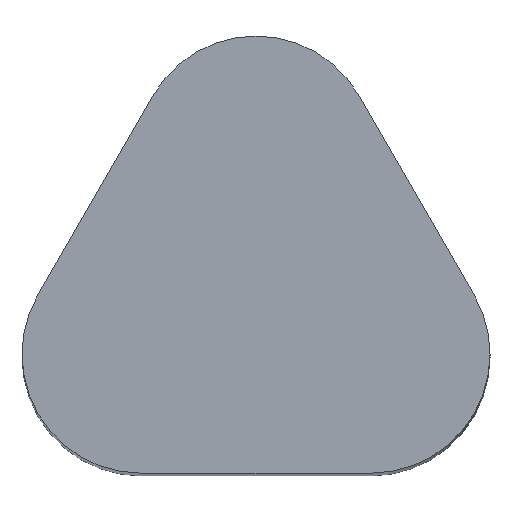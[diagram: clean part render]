
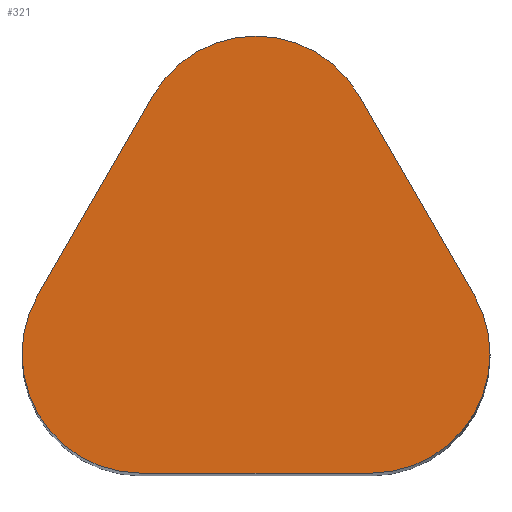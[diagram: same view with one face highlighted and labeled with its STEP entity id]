
A CAD part, top view. The second image highlights one B-rep face of the part: STEP entity #321.
In plain terms, the highlighted planar face has unit normal (0, 0, 1).
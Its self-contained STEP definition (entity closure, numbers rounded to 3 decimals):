
#1 = CARTESIAN_POINT ( 'NONE',  ( -18.3, -9.45, 64.5 ) ) ;
#4 = DIRECTION ( 'NONE',  ( -0.5, 0.866, 0. ) ) ;
#22 = ORIENTED_EDGE ( 'NONE', *, *, #103, .T. ) ;
#26 = VECTOR ( 'NONE', #213, 1000. ) ;
#31 = CARTESIAN_POINT ( 'NONE',  ( 0., 0., 64.5 ) ) ;
#38 = EDGE_CURVE ( 'NONE', #74, #194, #199, .T. ) ;
#66 = EDGE_CURVE ( 'NONE', #206, #117, #237, .T. ) ;
#70 = CARTESIAN_POINT ( 'NONE',  ( -26.484, 4.725, 64.5 ) ) ;
#73 = DIRECTION ( 'NONE',  ( 1., 0., 0. ) ) ;
#74 = VERTEX_POINT ( 'NONE', #111 ) ;
#75 = CARTESIAN_POINT ( 'NONE',  ( -9.15, 15.848, 64.5 ) ) ;
#77 = EDGE_CURVE ( 'NONE', #117, #99, #243, .T. ) ;
#82 = DIRECTION ( 'NONE',  ( 0., 0., 1. ) ) ;
#83 = CARTESIAN_POINT ( 'NONE',  ( 8.184, 4.725, 64.5 ) ) ;
#85 = CARTESIAN_POINT ( 'NONE',  ( 0., -9.45, 64.5 ) ) ;
#86 = VECTOR ( 'NONE', #4, 1000. ) ;
#89 = ORIENTED_EDGE ( 'NONE', *, *, #248, .T. ) ;
#90 = EDGE_LOOP ( 'NONE', ( #89, #204, #339, #22, #270, #128, #298 ) ) ;
#97 = CARTESIAN_POINT ( 'NONE',  ( -18.3, -9.45, 64.5 ) ) ;
#99 = VERTEX_POINT ( 'NONE', #211 ) ;
#101 = DIRECTION ( 'NONE',  ( 0., 0., 1. ) ) ;
#103 = EDGE_CURVE ( 'NONE', #99, #207, #313, .T. ) ;
#111 = CARTESIAN_POINT ( 'NONE',  ( -0.966, 20.573, 64.5 ) ) ;
#117 = VERTEX_POINT ( 'NONE', #85 ) ;
#121 = PLANE ( 'NONE',  #178 ) ;
#128 = ORIENTED_EDGE ( 'NONE', *, *, #38, .T. ) ;
#135 = LINE ( 'NONE', #83, #86 ) ;
#138 = EDGE_CURVE ( 'NONE', #207, #74, #135, .T. ) ;
#147 = CARTESIAN_POINT ( 'NONE',  ( 8.184, 4.725, 64.5 ) ) ;
#172 = CIRCLE ( 'NONE', #235, 9.45 ) ;
#174 = CARTESIAN_POINT ( 'NONE',  ( -18.3, 0., 64.5 ) ) ;
#175 = EDGE_CURVE ( 'NONE', #194, #245, #316, .T. ) ;
#178 = AXIS2_PLACEMENT_3D ( 'NONE', #219, #200, #195 ) ;
#186 = VECTOR ( 'NONE', #266, 1000. ) ;
#188 = CARTESIAN_POINT ( 'NONE',  ( 0., 0., 64.5 ) ) ;
#194 = VERTEX_POINT ( 'NONE', #241 ) ;
#195 = DIRECTION ( 'NONE',  ( 1., 0., 0. ) ) ;
#199 = CIRCLE ( 'NONE', #278, 9.45 ) ;
#200 = DIRECTION ( 'NONE',  ( 0., 0., 1. ) ) ;
#204 = ORIENTED_EDGE ( 'NONE', *, *, #66, .T. ) ;
#206 = VERTEX_POINT ( 'NONE', #97 ) ;
#207 = VERTEX_POINT ( 'NONE', #147 ) ;
#211 = CARTESIAN_POINT ( 'NONE',  ( 9.45, 0., 64.5 ) ) ;
#213 = DIRECTION ( 'NONE',  ( 1., 0., 0. ) ) ;
#219 = CARTESIAN_POINT ( 'NONE',  ( 0., 0., 64.5 ) ) ;
#220 = AXIS2_PLACEMENT_3D ( 'NONE', #188, #240, #343 ) ;
#235 = AXIS2_PLACEMENT_3D ( 'NONE', #174, #329, #303 ) ;
#237 = LINE ( 'NONE', #1, #26 ) ;
#240 = DIRECTION ( 'NONE',  ( 0., 0., 1. ) ) ;
#241 = CARTESIAN_POINT ( 'NONE',  ( -17.334, 20.573, 64.5 ) ) ;
#243 = CIRCLE ( 'NONE', #291, 9.45 ) ;
#245 = VERTEX_POINT ( 'NONE', #70 ) ;
#248 = EDGE_CURVE ( 'NONE', #245, #206, #172, .T. ) ;
#266 = DIRECTION ( 'NONE',  ( -0.5, -0.866, 0. ) ) ;
#270 = ORIENTED_EDGE ( 'NONE', *, *, #138, .T. ) ;
#278 = AXIS2_PLACEMENT_3D ( 'NONE', #75, #101, #73 ) ;
#290 = DIRECTION ( 'NONE',  ( 1., 0., 0. ) ) ;
#291 = AXIS2_PLACEMENT_3D ( 'NONE', #31, #82, #290 ) ;
#295 = CARTESIAN_POINT ( 'NONE',  ( -17.334, 20.573, 64.5 ) ) ;
#298 = ORIENTED_EDGE ( 'NONE', *, *, #175, .T. ) ;
#302 = FACE_OUTER_BOUND ( 'NONE', #90, .T. ) ;
#303 = DIRECTION ( 'NONE',  ( 1., 0., 0. ) ) ;
#313 = CIRCLE ( 'NONE', #220, 9.45 ) ;
#316 = LINE ( 'NONE', #295, #186 ) ;
#321 = ADVANCED_FACE ( 'NONE', ( #302 ), #121, .T. ) ;
#329 = DIRECTION ( 'NONE',  ( 0., 0., 1. ) ) ;
#339 = ORIENTED_EDGE ( 'NONE', *, *, #77, .T. ) ;
#343 = DIRECTION ( 'NONE',  ( 1., 0., 0. ) ) ;
